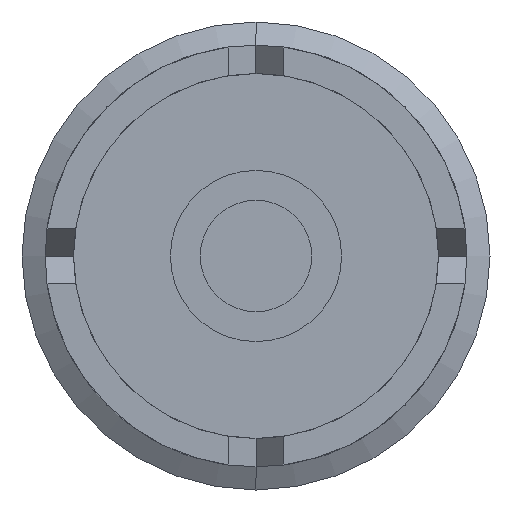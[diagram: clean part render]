
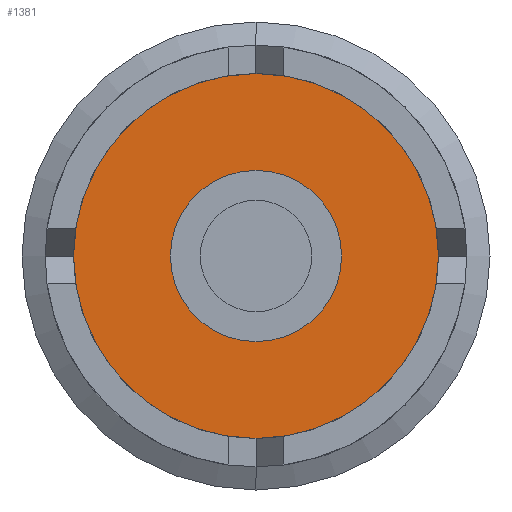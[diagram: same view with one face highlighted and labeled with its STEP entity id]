
A CAD part, front view. The second image highlights one B-rep face of the part: STEP entity #1381.
In plain terms, the highlighted planar face has unit normal (0, -1, 0).
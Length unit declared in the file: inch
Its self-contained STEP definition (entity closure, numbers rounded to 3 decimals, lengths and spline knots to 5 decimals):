
#77 = VERTEX_POINT ( 'NONE', #1395 ) ;
#80 = EDGE_CURVE ( 'NONE', #77, #82, #1389, .T. ) ;
#82 = VERTEX_POINT ( 'NONE', #1385 ) ;
#130 = EDGE_CURVE ( 'NONE', #131, #137, #1541, .T. ) ;
#131 = VERTEX_POINT ( 'NONE', #1536 ) ;
#137 = VERTEX_POINT ( 'NONE', #1651 ) ;
#1307 = EDGE_LOOP ( 'NONE', ( #1308, #1309 ) ) ;
#1308 = ORIENTED_EDGE ( 'NONE', *, *, #130, .F. ) ;
#1309 = ORIENTED_EDGE ( 'NONE', *, *, #1310, .F. ) ;
#1310 = EDGE_CURVE ( 'NONE', #137, #131, #3541, .T. ) ;
#1311 = EDGE_LOOP ( 'NONE', ( #1312, #1313 ) ) ;
#1312 = ORIENTED_EDGE ( 'NONE', *, *, #80, .T. ) ;
#1313 = ORIENTED_EDGE ( 'NONE', *, *, #1380, .T. ) ;
#1380 = EDGE_CURVE ( 'NONE', #82, #77, #3699, .T. ) ;
#1381 = ADVANCED_FACE ( 'NONE', ( #3639, #3695 ), #3694, .T. ) ;
#1385 = CARTESIAN_POINT ( 'NONE',  ( 0., -0.473, 0.1105 ) ) ;
#1386 = DIRECTION ( 'NONE',  ( 0., 0., 1. ) ) ;
#1387 = DIRECTION ( 'NONE',  ( 0., 1., 0. ) ) ;
#1388 = AXIS2_PLACEMENT_3D ( 'NONE', #1390, #1387, #1386 ) ;
#1389 = CIRCLE ( 'NONE', #1388, 0.1105 ) ;
#1390 = CARTESIAN_POINT ( 'NONE',  ( 0., -0.473, 0. ) ) ;
#1395 = CARTESIAN_POINT ( 'NONE',  ( 0., -0.473, -0.1105 ) ) ;
#1536 = CARTESIAN_POINT ( 'NONE',  ( 0., -0.473, -0.2355 ) ) ;
#1537 = DIRECTION ( 'NONE',  ( 0., 0., 1. ) ) ;
#1538 = DIRECTION ( 'NONE',  ( 0., 1., 0. ) ) ;
#1539 = CARTESIAN_POINT ( 'NONE',  ( 0., -0.473, 0. ) ) ;
#1540 = AXIS2_PLACEMENT_3D ( 'NONE', #1539, #1538, #1537 ) ;
#1541 = CIRCLE ( 'NONE', #1540, 0.2355 ) ;
#1651 = CARTESIAN_POINT ( 'NONE',  ( 0., -0.473, 0.2355 ) ) ;
#3537 = DIRECTION ( 'NONE',  ( 0., 0., 1. ) ) ;
#3538 = DIRECTION ( 'NONE',  ( 0., 1., 0. ) ) ;
#3539 = CARTESIAN_POINT ( 'NONE',  ( 0., -0.473, 0. ) ) ;
#3540 = AXIS2_PLACEMENT_3D ( 'NONE', #3539, #3538, #3537 ) ;
#3541 = CIRCLE ( 'NONE', #3540, 0.2355 ) ;
#3638 = CARTESIAN_POINT ( 'NONE',  ( 0., -0.473, 0. ) ) ;
#3639 = FACE_OUTER_BOUND ( 'NONE', #1307, .T. ) ;
#3644 = DIRECTION ( 'NONE',  ( 0., 0., 1. ) ) ;
#3645 = DIRECTION ( 'NONE',  ( 0., -1., 0. ) ) ;
#3646 = CARTESIAN_POINT ( 'NONE',  ( 0., -0.473, 0. ) ) ;
#3647 = AXIS2_PLACEMENT_3D ( 'NONE', #3646, #3645, #3644 ) ;
#3694 = PLANE ( 'NONE',  #3647 ) ;
#3695 = FACE_BOUND ( 'NONE', #1311, .T. ) ;
#3696 = DIRECTION ( 'NONE',  ( 0., 0., 1. ) ) ;
#3697 = DIRECTION ( 'NONE',  ( 0., 1., 0. ) ) ;
#3698 = AXIS2_PLACEMENT_3D ( 'NONE', #3638, #3697, #3696 ) ;
#3699 = CIRCLE ( 'NONE', #3698, 0.1105 ) ;
